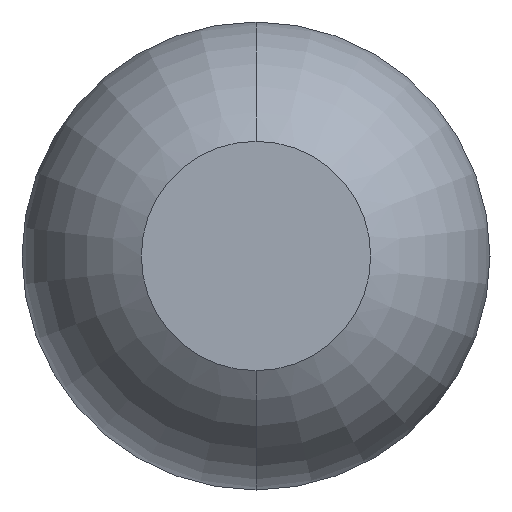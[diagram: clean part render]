
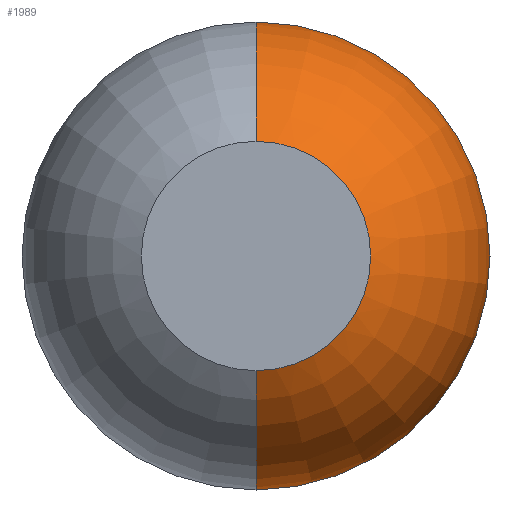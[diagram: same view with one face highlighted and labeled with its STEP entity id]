
A CAD part, front view. The second image highlights one B-rep face of the part: STEP entity #1989.
In plain terms, the highlighted toroidal (fillet/blend) face has major radius 0.01 mm and minor radius 0.5 mm.
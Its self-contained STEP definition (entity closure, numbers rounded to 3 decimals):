
#37 = ORIENTED_EDGE ( 'NONE', *, *, #3436, .T. ) ;
#48 = CIRCLE ( 'NONE', #308, 0.51 ) ;
#71 = DIRECTION ( 'NONE',  ( -1., 0., 0. ) ) ;
#113 = CARTESIAN_POINT ( 'NONE',  ( 0., -24.961, -0.51 ) ) ;
#228 = CIRCLE ( 'NONE', #284, 0.25 ) ;
#269 = DIRECTION ( 'NONE',  ( 0., 1., 0. ) ) ;
#284 = AXIS2_PLACEMENT_3D ( 'NONE', #3016, #269, #1158 ) ;
#308 = AXIS2_PLACEMENT_3D ( 'NONE', #1299, #1607, #3784 ) ;
#480 = VERTEX_POINT ( 'NONE', #642 ) ;
#642 = CARTESIAN_POINT ( 'NONE',  ( 0., -25.4, 0.25 ) ) ;
#651 = ORIENTED_EDGE ( 'NONE', *, *, #1221, .T. ) ;
#668 = EDGE_LOOP ( 'NONE', ( #3469, #651, #37, #1102 ) ) ;
#728 = CARTESIAN_POINT ( 'NONE',  ( 0., -25.4, -0.25 ) ) ;
#921 = DIRECTION ( 'NONE',  ( 0., -1., 0. ) ) ;
#933 = DIRECTION ( 'NONE',  ( 0., 0., 1. ) ) ;
#1102 = ORIENTED_EDGE ( 'NONE', *, *, #1344, .F. ) ;
#1141 = VERTEX_POINT ( 'NONE', #728 ) ;
#1158 = DIRECTION ( 'NONE',  ( 0., 0., 1. ) ) ;
#1221 = EDGE_CURVE ( 'NONE', #3949, #480, #2739, .T. ) ;
#1299 = CARTESIAN_POINT ( 'NONE',  ( 0., -24.961, 0. ) ) ;
#1337 = AXIS2_PLACEMENT_3D ( 'NONE', #1490, #921, #3968 ) ;
#1338 = TOROIDAL_SURFACE ( 'NONE', #1337, 0.01, 0.5 ) ;
#1344 = EDGE_CURVE ( 'NONE', #3031, #1141, #2057, .T. ) ;
#1490 = CARTESIAN_POINT ( 'NONE',  ( 0., -24.961, 0. ) ) ;
#1607 = DIRECTION ( 'NONE',  ( 0., -1., 0. ) ) ;
#1989 = ADVANCED_FACE ( 'Defeature ausgef�hrt1_0', ( #2395 ), #1338, .T. ) ;
#2053 = AXIS2_PLACEMENT_3D ( 'NONE', #3832, #2070, #2284 ) ;
#2057 = CIRCLE ( 'NONE', #2847, 0.5 ) ;
#2070 = DIRECTION ( 'NONE',  ( 1., 0., 0. ) ) ;
#2099 = CARTESIAN_POINT ( 'NONE',  ( 0., -24.961, -0.01 ) ) ;
#2284 = DIRECTION ( 'NONE',  ( 0., 0., -1. ) ) ;
#2334 = EDGE_CURVE ( 'Defeature ausgef�hrt1_0+Defeature ausgef�hrt1_6+Defeature ausgef�hrt1_6+Defeature ausgef�hrt1_6', #3031, #3949, #48, .T. ) ;
#2395 = FACE_OUTER_BOUND ( 'NONE', #668, .T. ) ;
#2739 = CIRCLE ( 'NONE', #2053, 0.5 ) ;
#2847 = AXIS2_PLACEMENT_3D ( 'NONE', #2099, #71, #933 ) ;
#3016 = CARTESIAN_POINT ( 'NONE',  ( 0., -25.4, 0. ) ) ;
#3026 = CARTESIAN_POINT ( 'NONE',  ( 0., -24.961, 0.51 ) ) ;
#3031 = VERTEX_POINT ( 'NONE', #113 ) ;
#3436 = EDGE_CURVE ( 'Defeature ausgef�hrt1_0+Defeature ausgef�hrt1_21+Defeature ausgef�hrt1_21+Defeature ausgef�hrt1_21', #480, #1141, #228, .T. ) ;
#3469 = ORIENTED_EDGE ( 'NONE', *, *, #2334, .T. ) ;
#3784 = DIRECTION ( 'NONE',  ( 0., 0., -1. ) ) ;
#3832 = CARTESIAN_POINT ( 'NONE',  ( 0., -24.961, 0.01 ) ) ;
#3949 = VERTEX_POINT ( 'NONE', #3026 ) ;
#3968 = DIRECTION ( 'NONE',  ( 0., 0., -1. ) ) ;
